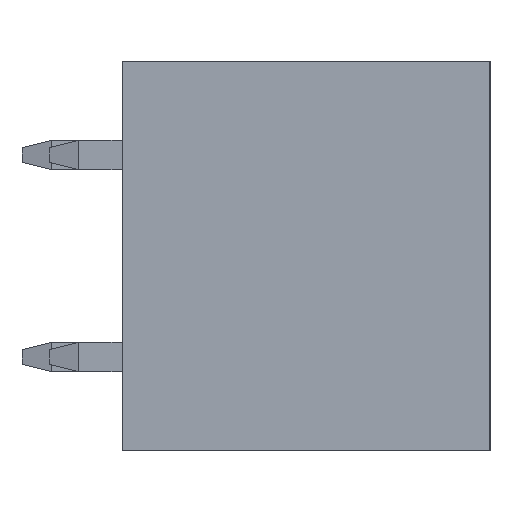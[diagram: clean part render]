
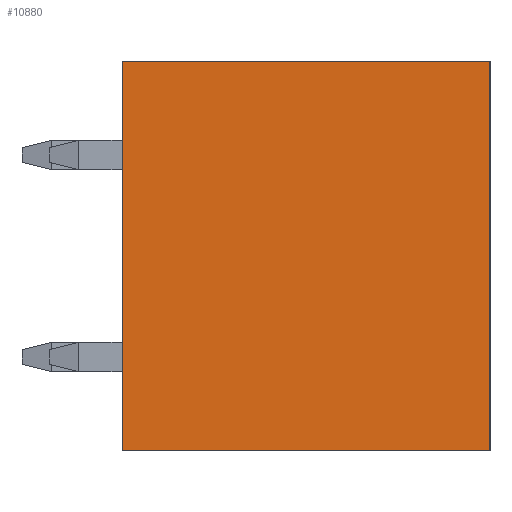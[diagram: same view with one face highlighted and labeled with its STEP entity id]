
A CAD part, left-side view. The second image highlights one B-rep face of the part: STEP entity #10880.
In plain terms, the highlighted planar face has unit normal (-1, 0, 0).
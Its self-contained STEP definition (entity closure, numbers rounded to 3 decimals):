
#1383=LINE('',#17678,#2587);
#1393=LINE('',#17699,#2597);
#1398=LINE('',#17708,#2602);
#1425=LINE('',#17754,#2629);
#2587=VECTOR('',#14462,1000.);
#2597=VECTOR('',#14476,1000.);
#2602=VECTOR('',#14483,1000.);
#2629=VECTOR('',#14518,1000.);
#5296=ORIENTED_EDGE('',*,*,#7120,.T.);
#5297=ORIENTED_EDGE('',*,*,#7110,.T.);
#5298=ORIENTED_EDGE('',*,*,#7155,.T.);
#5299=ORIENTED_EDGE('',*,*,#7125,.T.);
#7110=EDGE_CURVE('',#8197,#8196,#1383,.T.);
#7120=EDGE_CURVE('',#8206,#8197,#1393,.T.);
#7125=EDGE_CURVE('',#8209,#8206,#1398,.T.);
#7155=EDGE_CURVE('',#8196,#8209,#1425,.T.);
#8196=VERTEX_POINT('',#17677);
#8197=VERTEX_POINT('',#17679);
#8206=VERTEX_POINT('',#17700);
#8209=VERTEX_POINT('',#17709);
#9137=EDGE_LOOP('',(#5296,#5297,#5298,#5299));
#9855=FACE_BOUND('',#9137,.T.);
#10306=PLANE('',#11788);
#10880=ADVANCED_FACE('',(#9855),#10306,.T.);
#11788=AXIS2_PLACEMENT_3D('',#17755,#14519,#14520);
#14462=DIRECTION('',(0.,-1.,0.));
#14476=DIRECTION('',(0.,0.,-1.));
#14483=DIRECTION('',(0.,1.,0.));
#14518=DIRECTION('',(0.,0.,1.));
#14519=DIRECTION('',(-1.,0.,0.));
#14520=DIRECTION('',(0.,0.,1.));
#17677=CARTESIAN_POINT('',(-14.4,-5.,-5.3));
#17678=CARTESIAN_POINT('',(-14.4,5.,-5.3));
#17679=CARTESIAN_POINT('',(-14.4,5.,-5.3));
#17699=CARTESIAN_POINT('',(-14.4,5.,5.3));
#17700=CARTESIAN_POINT('',(-14.4,5.,5.3));
#17708=CARTESIAN_POINT('',(-14.4,-5.,5.3));
#17709=CARTESIAN_POINT('',(-14.4,-5.,5.3));
#17754=CARTESIAN_POINT('',(-14.4,-5.,-5.3));
#17755=CARTESIAN_POINT('',(-14.4,0.,0.));
